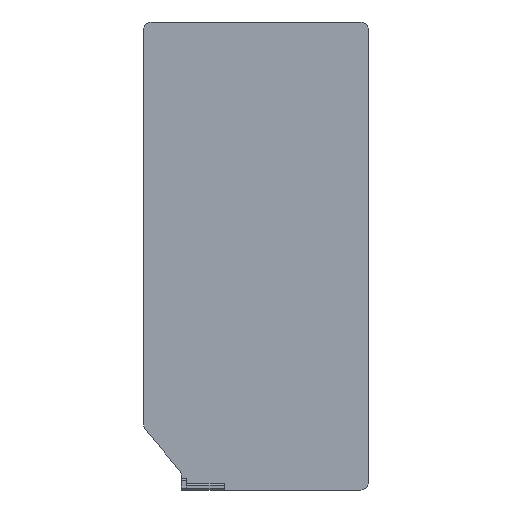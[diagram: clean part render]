
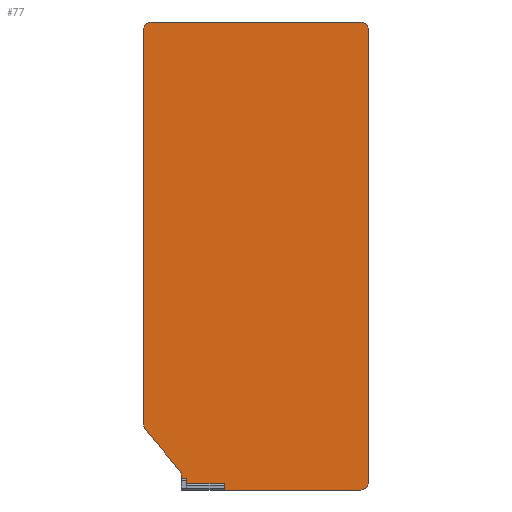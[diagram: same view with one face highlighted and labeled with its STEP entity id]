
A CAD part, left-side view. The second image highlights one B-rep face of the part: STEP entity #77.
In plain terms, the highlighted planar face has unit normal (-1, 0, 0).
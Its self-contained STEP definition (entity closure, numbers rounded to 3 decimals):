
#50=PLANE('',#714);
#77=ADVANCED_FACE('',(#123),#50,.T.);
#123=FACE_OUTER_BOUND('',#156,.T.);
#156=EDGE_LOOP('',(#401,#402,#403,#404,#405,#406,#407,#408,#409,#410,#411,
#412,#413,#414,#415));
#177=LINE('',#934,#244);
#192=LINE('',#970,#259);
#198=LINE('',#984,#265);
#222=LINE('',#1060,#289);
#223=LINE('',#1063,#290);
#224=LINE('',#1065,#291);
#225=LINE('',#1066,#292);
#226=LINE('',#1069,#293);
#227=LINE('',#1073,#294);
#228=LINE('',#1074,#295);
#244=VECTOR('',#746,1.);
#259=VECTOR('',#771,1.);
#265=VECTOR('',#781,1.);
#289=VECTOR('',#855,1.);
#290=VECTOR('',#858,1.);
#291=VECTOR('',#859,1.);
#292=VECTOR('',#860,1.);
#293=VECTOR('',#863,1.);
#294=VECTOR('',#866,1.);
#295=VECTOR('',#867,1.);
#401=ORIENTED_EDGE('',*,*,#623,.F.);
#402=ORIENTED_EDGE('',*,*,#624,.T.);
#403=ORIENTED_EDGE('',*,*,#625,.F.);
#404=ORIENTED_EDGE('',*,*,#585,.T.);
#405=ORIENTED_EDGE('',*,*,#626,.T.);
#406=ORIENTED_EDGE('',*,*,#627,.T.);
#407=ORIENTED_EDGE('',*,*,#561,.T.);
#408=ORIENTED_EDGE('',*,*,#628,.T.);
#409=ORIENTED_EDGE('',*,*,#578,.F.);
#410=ORIENTED_EDGE('',*,*,#629,.F.);
#411=ORIENTED_EDGE('',*,*,#630,.T.);
#412=ORIENTED_EDGE('',*,*,#631,.F.);
#413=ORIENTED_EDGE('',*,*,#632,.T.);
#414=ORIENTED_EDGE('',*,*,#611,.F.);
#415=ORIENTED_EDGE('',*,*,#633,.F.);
#498=VERTEX_POINT('',#933);
#499=VERTEX_POINT('',#935);
#514=VERTEX_POINT('',#969);
#515=VERTEX_POINT('',#971);
#520=VERTEX_POINT('',#983);
#521=VERTEX_POINT('',#985);
#538=VERTEX_POINT('',#1035);
#539=VERTEX_POINT('',#1037);
#546=VERTEX_POINT('',#1058);
#547=VERTEX_POINT('',#1059);
#548=VERTEX_POINT('',#1061);
#549=VERTEX_POINT('',#1064);
#550=VERTEX_POINT('',#1068);
#551=VERTEX_POINT('',#1070);
#552=VERTEX_POINT('',#1072);
#561=EDGE_CURVE('',#499,#498,#177,.T.);
#578=EDGE_CURVE('',#514,#515,#192,.T.);
#585=EDGE_CURVE('',#521,#520,#198,.T.);
#611=EDGE_CURVE('',#538,#539,#663,.T.);
#623=EDGE_CURVE('',#546,#547,#668,.T.);
#624=EDGE_CURVE('',#546,#548,#222,.T.);
#625=EDGE_CURVE('',#521,#548,#669,.T.);
#626=EDGE_CURVE('',#520,#549,#223,.T.);
#627=EDGE_CURVE('',#549,#499,#224,.T.);
#628=EDGE_CURVE('',#498,#515,#225,.T.);
#629=EDGE_CURVE('',#550,#514,#670,.T.);
#630=EDGE_CURVE('',#550,#551,#226,.T.);
#631=EDGE_CURVE('',#552,#551,#671,.T.);
#632=EDGE_CURVE('',#552,#539,#227,.T.);
#633=EDGE_CURVE('',#547,#538,#228,.T.);
#663=CIRCLE('',#703,2.);
#668=CIRCLE('',#710,2.);
#669=CIRCLE('',#711,2.);
#670=CIRCLE('',#712,2.);
#671=CIRCLE('',#713,2.);
#703=AXIS2_PLACEMENT_3D('',#1036,#832,#833);
#710=AXIS2_PLACEMENT_3D('',#1057,#853,#854);
#711=AXIS2_PLACEMENT_3D('',#1062,#856,#857);
#712=AXIS2_PLACEMENT_3D('',#1067,#861,#862);
#713=AXIS2_PLACEMENT_3D('',#1071,#864,#865);
#714=AXIS2_PLACEMENT_3D('',#1075,#868,#869);
#746=DIRECTION('',(0.,-1.,0.));
#771=DIRECTION('',(0.,1.,0.));
#781=DIRECTION('',(0.,0.,-1.));
#832=DIRECTION('',(1.,0.,0.));
#833=DIRECTION('',(0.,0.707,0.707));
#853=DIRECTION('',(1.,0.,0.));
#854=DIRECTION('',(0.,0.94,-0.34));
#855=DIRECTION('',(0.,-0.64,-0.768));
#856=DIRECTION('',(-1.,0.,0.));
#857=DIRECTION('',(0.,-0.94,0.34));
#858=DIRECTION('',(0.,-1.,0.));
#859=DIRECTION('',(0.,0.,-1.));
#860=DIRECTION('',(0.,0.,-1.));
#861=DIRECTION('',(1.,0.,0.));
#862=DIRECTION('',(0.,-0.707,-0.707));
#863=DIRECTION('',(0.,0.,1.));
#864=DIRECTION('',(1.,0.,0.));
#865=DIRECTION('',(0.,-0.707,0.707));
#866=DIRECTION('',(0.,1.,0.));
#867=DIRECTION('',(0.,0.,1.));
#868=DIRECTION('',(-1.,0.,0.));
#869=DIRECTION('',(0.,0.,-1.));
#933=CARTESIAN_POINT('',(-1.,38.5,1.7));
#934=CARTESIAN_POINT('',(-1.,24.25,1.7));
#935=CARTESIAN_POINT('',(-1.,48.5,1.7));
#969=CARTESIAN_POINT('',(-1.,2.,0.));
#970=CARTESIAN_POINT('',(-1.,0.,0.));
#971=CARTESIAN_POINT('',(-1.,38.5,0.));
#983=CARTESIAN_POINT('',(-1.,50.,3.));
#984=CARTESIAN_POINT('',(-1.,50.,2.35));
#985=CARTESIAN_POINT('',(-1.,50.,3.976));
#1035=CARTESIAN_POINT('',(-1.,60.,123.));
#1036=CARTESIAN_POINT('',(-1.,58.,123.));
#1037=CARTESIAN_POINT('',(-1.,58.,125.));
#1057=CARTESIAN_POINT('',(-1.,58.,17.424));
#1058=CARTESIAN_POINT('',(-1.,59.536,16.144));
#1059=CARTESIAN_POINT('',(-1.,60.,17.424));
#1060=CARTESIAN_POINT('',(-1.,43.598,-2.982));
#1061=CARTESIAN_POINT('',(-1.,50.464,5.256));
#1062=CARTESIAN_POINT('',(-1.,52.,3.976));
#1063=CARTESIAN_POINT('',(-1.,25.,3.));
#1064=CARTESIAN_POINT('',(-1.,48.5,3.));
#1065=CARTESIAN_POINT('',(-1.,48.5,0.75));
#1066=CARTESIAN_POINT('',(-1.,38.5,0.425));
#1067=CARTESIAN_POINT('',(-1.,2.,2.));
#1068=CARTESIAN_POINT('',(-1.,0.,2.));
#1069=CARTESIAN_POINT('',(-1.,0.,0.));
#1070=CARTESIAN_POINT('',(-1.,0.,123.));
#1071=CARTESIAN_POINT('',(-1.,2.,123.));
#1072=CARTESIAN_POINT('',(-1.,2.,125.));
#1073=CARTESIAN_POINT('',(-1.,0.,125.));
#1074=CARTESIAN_POINT('',(-1.,60.,0.));
#1075=CARTESIAN_POINT('',(-1.,0.,0.));
